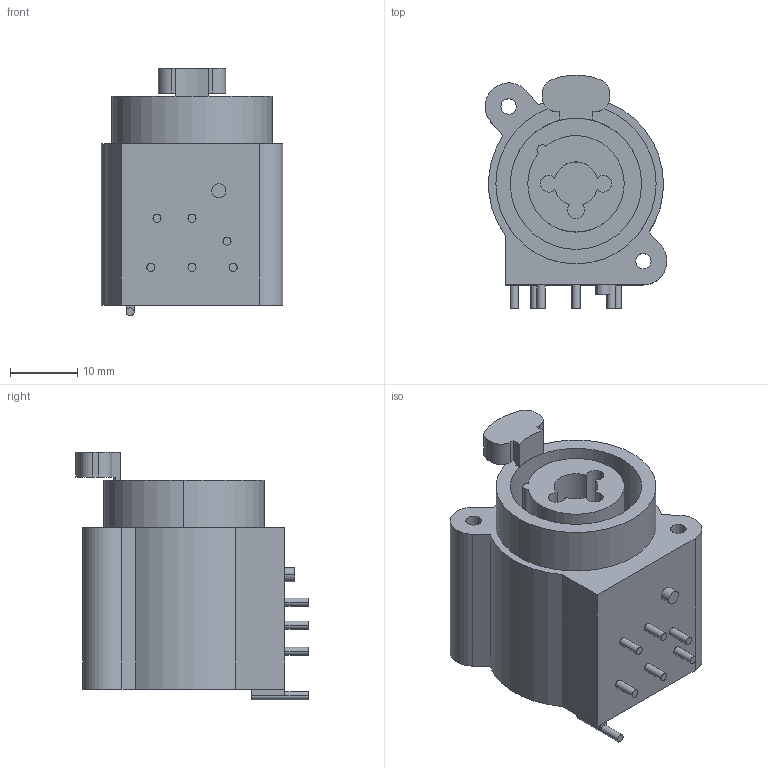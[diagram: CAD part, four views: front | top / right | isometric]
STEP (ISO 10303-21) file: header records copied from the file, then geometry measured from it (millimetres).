
FILE_DESCRIPTION (( 'STEP AP214' ), '1' );
FILE_NAME ('NCJ6FI-H.STEP', '2023-08-02T13:17:48', ( '' ), ( '' ), 'SwSTEP 2.0', 'SolidWorks 2021', '' );
FILE_SCHEMA (( 'AUTOMOTIVE_DESIGN' ));
Length unit declared in the file: millimetre
Products named in the file (2): NCJ6FI-H; NCJ6FI-H_NCJ6FI-H
Assembly tree (1 placements, depth 2):
  NCJ6FI-H
    NCJ6FI-H_NCJ6FI-H
Bounding box: 27 x 34.59 x 36.8 mm (x, y, z)
Volume: 16508.3 mm3; surface area: 6933.3 mm2
Topology: 9 solids, 9 shells, 89 faces, 196 edges, 130 vertices
Faces by surface type: cylinder 50, plane 39
Entity records: 2640 total; most frequent: DIRECTION 482, CARTESIAN_POINT 419, ORIENTED_EDGE 392, EDGE_CURVE 196, AXIS2_PLACEMENT_3D 193, VERTEX_POINT 130, CIRCLE 100, EDGE_LOOP 98
